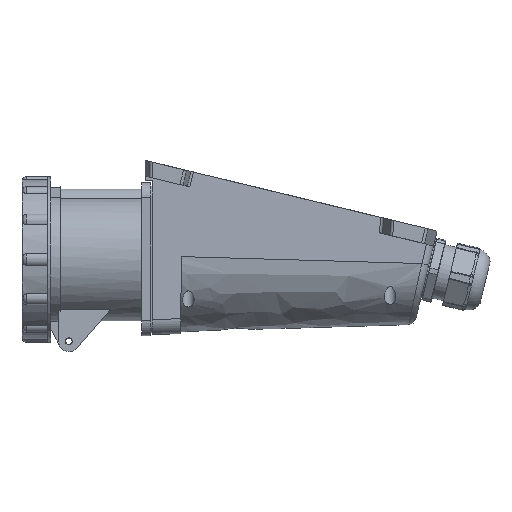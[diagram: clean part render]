
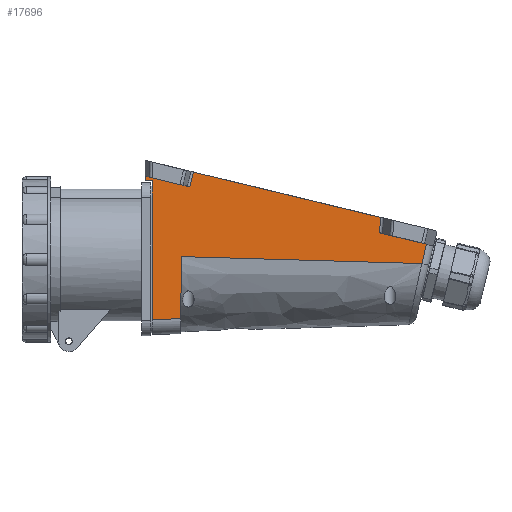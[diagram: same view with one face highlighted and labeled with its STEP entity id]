
A CAD part, left-side view. The second image highlights one B-rep face of the part: STEP entity #17696.
In plain terms, the highlighted face is planar.
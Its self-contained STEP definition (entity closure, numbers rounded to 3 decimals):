
#189 = CARTESIAN_POINT ( 'NONE',  ( 80.176, 21.122, 51.295 ) ) ;
#322 = EDGE_CURVE ( 'NONE', #3414, #5759, #13691, .T. ) ;
#443 = CARTESIAN_POINT ( 'NONE',  ( 90.71, -43.02, 51.946 ) ) ;
#1023 = CARTESIAN_POINT ( 'NONE',  ( -93.908, -31.919, 40.542 ) ) ;
#1192 = EDGE_CURVE ( 'NONE', #6080, #8552, #19233, .T. ) ;
#1702 = CARTESIAN_POINT ( 'NONE',  ( -93.908, 55., 40.542 ) ) ;
#1916 = VECTOR ( 'NONE', #15932, 1000. ) ;
#2100 = PLANE ( 'NONE',  #5024 ) ;
#2509 = CARTESIAN_POINT ( 'NONE',  ( -93.908, -31.919, 40.542 ) ) ;
#2865 = DIRECTION ( 'NONE',  ( -0.963, -0.264, -0.059 ) ) ;
#2910 = ORIENTED_EDGE ( 'NONE', *, *, #12770, .T. ) ;
#2956 = LINE ( 'NONE', #4904, #10999 ) ;
#3037 = ORIENTED_EDGE ( 'NONE', *, *, #7662, .T. ) ;
#3049 = ORIENTED_EDGE ( 'NONE', *, *, #11030, .T. ) ;
#3098 = ORIENTED_EDGE ( 'NONE', *, *, #4903, .T. ) ;
#3226 = EDGE_CURVE ( 'NONE', #7220, #13474, #18457, .T. ) ;
#3414 = VERTEX_POINT ( 'NONE', #16406 ) ;
#3479 = CARTESIAN_POINT ( 'NONE',  ( -93.908, -45., 40.542 ) ) ;
#4066 = VECTOR ( 'NONE', #18672, 1000. ) ;
#4227 = CARTESIAN_POINT ( 'NONE',  ( 8.971, -10.133, 46.897 ) ) ;
#4356 = CARTESIAN_POINT ( 'NONE',  ( 67.308, -45., 50.5 ) ) ;
#4573 = VECTOR ( 'NONE', #11714, 1000. ) ;
#4771 = CARTESIAN_POINT ( 'NONE',  ( -62.205, -45., 42.5 ) ) ;
#4903 = EDGE_CURVE ( 'NONE', #13474, #17501, #23559, .T. ) ;
#4904 = CARTESIAN_POINT ( 'NONE',  ( 8.416, -62.938, 46.862 ) ) ;
#5024 = AXIS2_PLACEMENT_3D ( 'NONE', #22813, #9685, #22454 ) ;
#5426 = VECTOR ( 'NONE', #18863, 1000. ) ;
#5759 = VERTEX_POINT ( 'NONE', #20904 ) ;
#5922 = DIRECTION ( 'NONE',  ( 0.235, -0.972, 0.015 ) ) ;
#6045 = CARTESIAN_POINT ( 'NONE',  ( 69.301, 45.435, 50.623 ) ) ;
#6080 = VERTEX_POINT ( 'NONE', #20235 ) ;
#6087 = ORIENTED_EDGE ( 'NONE', *, *, #18891, .T. ) ;
#6130 = FACE_OUTER_BOUND ( 'NONE', #20142, .T. ) ;
#6203 = CARTESIAN_POINT ( 'NONE',  ( 95.424, -41.879, 52.237 ) ) ;
#7220 = VERTEX_POINT ( 'NONE', #21526 ) ;
#7662 = EDGE_CURVE ( 'NONE', #15344, #19006, #21333, .T. ) ;
#7681 = LINE ( 'NONE', #15396, #7776 ) ;
#7776 = VECTOR ( 'NONE', #17249, 1000. ) ;
#8342 = CARTESIAN_POINT ( 'NONE',  ( 60.411, 0.76, 50.074 ) ) ;
#8552 = VERTEX_POINT ( 'NONE', #15840 ) ;
#9168 = DIRECTION ( 'NONE',  ( 0., -1., 0. ) ) ;
#9206 = ORIENTED_EDGE ( 'NONE', *, *, #12285, .T. ) ;
#9253 = CARTESIAN_POINT ( 'NONE',  ( 49.168, 50.918, 49.379 ) ) ;
#9291 = VERTEX_POINT ( 'NONE', #443 ) ;
#9396 = LINE ( 'NONE', #15019, #19844 ) ;
#9525 = CARTESIAN_POINT ( 'NONE',  ( -62.076, -45., 42.508 ) ) ;
#9685 = DIRECTION ( 'NONE',  ( 0.062, 0., -0.998 ) ) ;
#9737 = LINE ( 'NONE', #15618, #4573 ) ;
#10098 = EDGE_CURVE ( 'NONE', #19006, #6080, #7681, .T. ) ;
#10443 = DIRECTION ( 'NONE',  ( 0.97, 0.235, 0.06 ) ) ;
#10999 = VECTOR ( 'NONE', #10443, 1000. ) ;
#11030 = EDGE_CURVE ( 'NONE', #8552, #3414, #9396, .T. ) ;
#11632 = CARTESIAN_POINT ( 'NONE',  ( 67.308, -55., 50.5 ) ) ;
#11714 = DIRECTION ( 'NONE',  ( -0.235, 0.972, -0.015 ) ) ;
#11939 = CARTESIAN_POINT ( 'NONE',  ( 95.451, -41.988, 52.238 ) ) ;
#12285 = EDGE_CURVE ( 'NONE', #9291, #21977, #9737, .T. ) ;
#12770 = EDGE_CURVE ( 'NONE', #21977, #7220, #17814, .T. ) ;
#13474 = VERTEX_POINT ( 'NONE', #8342 ) ;
#13691 = LINE ( 'NONE', #4356, #22615 ) ;
#13773 = CARTESIAN_POINT ( 'NONE',  ( 96.16, -45., 52.282 ) ) ;
#13955 = ORIENTED_EDGE ( 'NONE', *, *, #10098, .T. ) ;
#14608 = ORIENTED_EDGE ( 'NONE', *, *, #322, .T. ) ;
#15019 = CARTESIAN_POINT ( 'NONE',  ( 65.905, -45., 50.413 ) ) ;
#15158 = VECTOR ( 'NONE', #2865, 1000. ) ;
#15315 = VERTEX_POINT ( 'NONE', #16967 ) ;
#15344 = VERTEX_POINT ( 'NONE', #3479 ) ;
#15396 = CARTESIAN_POINT ( 'NONE',  ( -60.638, -54.768, 42.597 ) ) ;
#15618 = CARTESIAN_POINT ( 'NONE',  ( 75.463, 19.977, 51.004 ) ) ;
#15786 = VECTOR ( 'NONE', #9168, 1000. ) ;
#15840 = CARTESIAN_POINT ( 'NONE',  ( 65.905, -55., 50.413 ) ) ;
#15932 = DIRECTION ( 'NONE',  ( 0.998, 0., 0.062 ) ) ;
#16406 = CARTESIAN_POINT ( 'NONE',  ( 65.905, -45., 50.413 ) ) ;
#16967 = CARTESIAN_POINT ( 'NONE',  ( 95.451, -41.988, 52.238 ) ) ;
#16991 = DIRECTION ( 'NONE',  ( 0., 1., 0. ) ) ;
#17249 = DIRECTION ( 'NONE',  ( 0.146, -0.989, 0.009 ) ) ;
#17501 = VERTEX_POINT ( 'NONE', #1023 ) ;
#17696 = ADVANCED_FACE ( 'NONE', ( #6130 ), #2100, .F. ) ;
#17814 = LINE ( 'NONE', #19669, #15158 ) ;
#17933 = CARTESIAN_POINT ( 'NONE',  ( 95.93, -43.996, 52.268 ) ) ;
#18215 = VECTOR ( 'NONE', #5922, 1000. ) ;
#18457 = LINE ( 'NONE', #9253, #4066 ) ;
#18547 = VERTEX_POINT ( 'NONE', #6203 ) ;
#18672 = DIRECTION ( 'NONE',  ( 0.219, -0.976, 0.014 ) ) ;
#18863 = DIRECTION ( 'NONE',  ( 0.998, 0., 0.062 ) ) ;
#18891 = EDGE_CURVE ( 'NONE', #17501, #15344, #22286, .T. ) ;
#19006 = VERTEX_POINT ( 'NONE', #9525 ) ;
#19233 = LINE ( 'NONE', #11632, #5426 ) ;
#19314 = CARTESIAN_POINT ( 'NONE',  ( 60.411, 0.76, 50.074 ) ) ;
#19669 = CARTESIAN_POINT ( 'NONE',  ( 51.937, 40.664, 49.551 ) ) ;
#19701 = ORIENTED_EDGE ( 'NONE', *, *, #1192, .T. ) ;
#19844 = VECTOR ( 'NONE', #16991, 1000. ) ;
#20142 = EDGE_LOOP ( 'NONE', ( #14608, #21448, #23071, #23968, #9206, #2910, #23757, #3098, #6087, #3037, #13955, #19701, #3049 ) ) ;
#20235 = CARTESIAN_POINT ( 'NONE',  ( -60.604, -55., 42.599 ) ) ;
#20889 = LINE ( 'NONE', #189, #18215 ) ;
#20904 = CARTESIAN_POINT ( 'NONE',  ( 96.16, -45., 52.282 ) ) ;
#21034 = CARTESIAN_POINT ( 'NONE',  ( -42.469, -21.026, 43.719 ) ) ;
#21172 = DIRECTION ( 'NONE',  ( 0.998, 0., 0.062 ) ) ;
#21333 = LINE ( 'NONE', #4771, #1916 ) ;
#21448 = ORIENTED_EDGE ( 'NONE', *, *, #21610, .T. ) ;
#21526 = CARTESIAN_POINT ( 'NONE',  ( 51.494, 40.542, 49.523 ) ) ;
#21610 = EDGE_CURVE ( 'NONE', #5759, #15315, #23496, .T. ) ;
#21915 = EDGE_CURVE ( 'NONE', #18547, #15315, #20889, .T. ) ;
#21977 = VERTEX_POINT ( 'NONE', #6045 ) ;
#22286 = LINE ( 'NONE', #1702, #15786 ) ;
#22454 = DIRECTION ( 'NONE',  ( -0.998, 0., -0.062 ) ) ;
#22615 = VECTOR ( 'NONE', #21172, 1000. ) ;
#22813 = CARTESIAN_POINT ( 'NONE',  ( 67.308, 55., 50.5 ) ) ;
#23071 = ORIENTED_EDGE ( 'NONE', *, *, #21915, .F. ) ;
#23330 = CARTESIAN_POINT ( 'NONE',  ( 95.693, -42.99, 52.253 ) ) ;
#23342 = EDGE_CURVE ( 'NONE', #9291, #18547, #2956, .T. ) ;
#23496 =( BOUNDED_CURVE ( )  B_SPLINE_CURVE ( 3, ( #13773, #17933, #23330, #11939 ),
 .UNSPECIFIED., .F., .T. ) 
 B_SPLINE_CURVE_WITH_KNOTS ( ( 4, 4 ),
 ( 4.633, 4.773 ),
 .UNSPECIFIED. ) 
 CURVE ( )  GEOMETRIC_REPRESENTATION_ITEM ( )  RATIONAL_B_SPLINE_CURVE ( ( 1., 0.998, 0.998, 1. ) ) 
 REPRESENTATION_ITEM ( '' )  );
#23559 = B_SPLINE_CURVE_WITH_KNOTS ( 'NONE', 3,
 ( #19314, #4227, #21034, #2509 ),
 .UNSPECIFIED., .F., .F.,
 ( 4, 4 ),
 ( 0., 0.97 ),
 .UNSPECIFIED. ) ;
#23757 = ORIENTED_EDGE ( 'NONE', *, *, #3226, .T. ) ;
#23968 = ORIENTED_EDGE ( 'NONE', *, *, #23342, .F. ) ;
